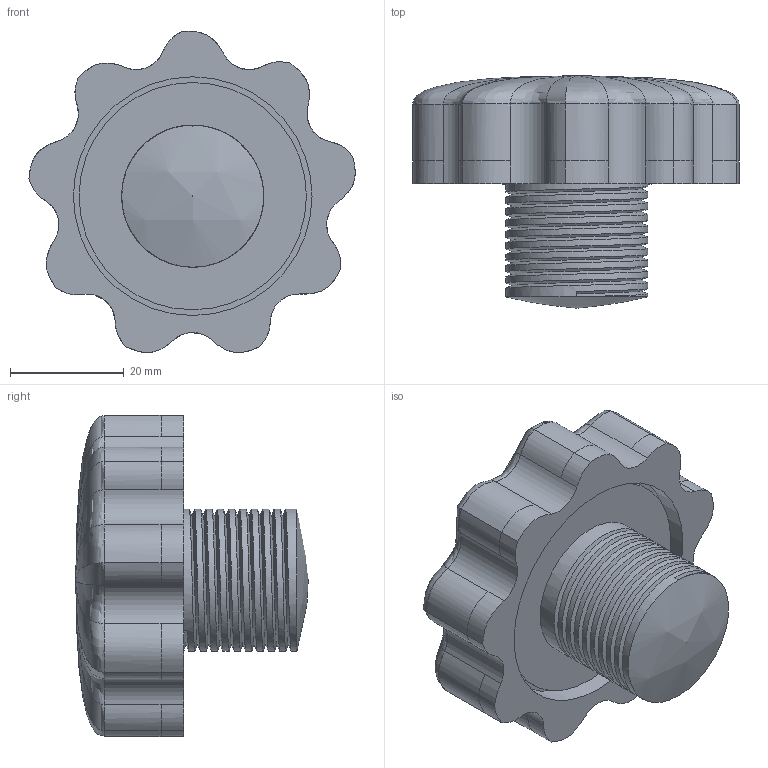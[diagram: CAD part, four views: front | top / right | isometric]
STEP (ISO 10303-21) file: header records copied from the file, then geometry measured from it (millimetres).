
FILE_DESCRIPTION(/* description */ (''),/* implementation_level */ '2;1');
FILE_NAME(/* name */ 'Болт.stp',/* time_stamp */ '2020-09-04T23:15:28+05:00',/* author */ ('Дом'),/* organization */ (''),/* preprocessor_version */ 'ST-DEVELOPER v18.1',/* originating_system */ 'Autodesk Inventor 2021',/* authorisation */ '');
FILE_SCHEMA (('AUTOMOTIVE_DESIGN { 1 0 10303 214 3 1 1 }'));
Length unit declared in the file: millimetre
Products named in the file (1): cep za dovod ulja
Bounding box: 57.42 x 40.9 x 56.5 mm (x, y, z)
Volume: 46938.4 mm3; surface area: 11303.9 mm2
Topology: 1 solids, 1 shells, 94 faces, 233 edges, 143 vertices
Faces by surface type: bspline 65, cylinder 23, plane 5, sphere 1
Full cylindrical faces by diameter (mm): 0.1 x1, 25 x10, 40 x1, 42 x1
Entity records: 11330 total; most frequent: CARTESIAN_POINT 9438, ORIENTED_EDGE 466, DIRECTION 242, EDGE_CURVE 233, VERTEX_POINT 143, B_SPLINE_CURVE_WITH_KNOTS 104, EDGE_LOOP 98, FACE_OUTER_BOUND 94
